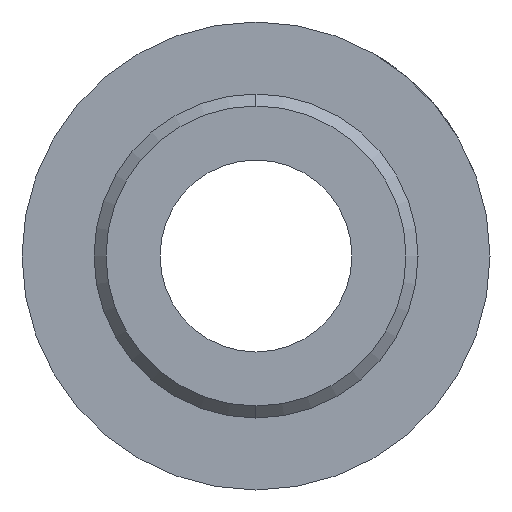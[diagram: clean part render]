
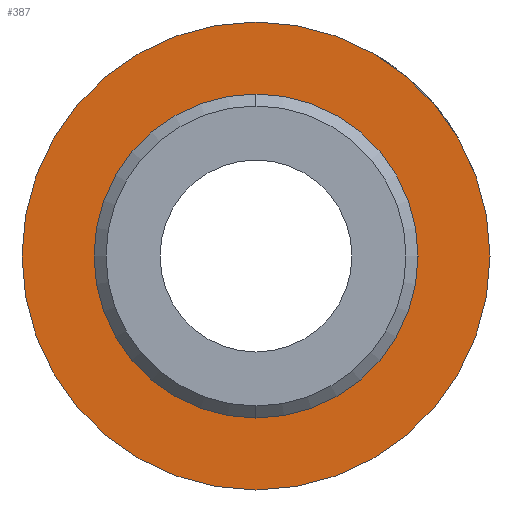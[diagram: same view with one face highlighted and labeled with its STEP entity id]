
A CAD part, left-side view. The second image highlights one B-rep face of the part: STEP entity #387.
In plain terms, the highlighted planar face has unit normal (-1, 0, 0).
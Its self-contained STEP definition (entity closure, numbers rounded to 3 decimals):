
#4 = DIRECTION ( 'NONE',  ( -1., 0., 0. ) ) ;
#277 = EDGE_CURVE ( 'NONE', #3470, #1903, #2022, .T. ) ;
#319 = EDGE_LOOP ( 'NONE', ( #369, #400 ) ) ;
#323 = AXIS2_PLACEMENT_3D ( 'NONE', #4500, #1970, #4049 ) ;
#369 = ORIENTED_EDGE ( 'NONE', *, *, #3270, .F. ) ;
#387 = ADVANCED_FACE ( 'NONE', ( #4376, #607 ), #1043, .T. ) ;
#400 = ORIENTED_EDGE ( 'NONE', *, *, #2036, .F. ) ;
#594 = CIRCLE ( 'NONE', #323, 6.75 ) ;
#607 = FACE_BOUND ( 'NONE', #319, .T. ) ;
#756 = DIRECTION ( 'NONE',  ( 0., 0., 1. ) ) ;
#815 = CARTESIAN_POINT ( 'NONE',  ( 18., 0., 0. ) ) ;
#968 = CARTESIAN_POINT ( 'NONE',  ( 18., 0., -9.75 ) ) ;
#1025 = EDGE_LOOP ( 'NONE', ( #3390, #2252 ) ) ;
#1043 = PLANE ( 'NONE',  #5120 ) ;
#1393 = EDGE_CURVE ( 'NONE', #1903, #3470, #4159, .T. ) ;
#1431 = CARTESIAN_POINT ( 'NONE',  ( 18., 0., 0. ) ) ;
#1493 = AXIS2_PLACEMENT_3D ( 'NONE', #815, #3284, #756 ) ;
#1656 = DIRECTION ( 'NONE',  ( 0., 0., 1. ) ) ;
#1903 = VERTEX_POINT ( 'NONE', #968 ) ;
#1914 = VERTEX_POINT ( 'NONE', #4872 ) ;
#1970 = DIRECTION ( 'NONE',  ( -1., 0., 0. ) ) ;
#2022 = CIRCLE ( 'NONE', #3175, 9.75 ) ;
#2036 = EDGE_CURVE ( 'NONE', #1914, #2933, #4431, .T. ) ;
#2252 = ORIENTED_EDGE ( 'NONE', *, *, #1393, .T. ) ;
#2801 = CARTESIAN_POINT ( 'NONE',  ( 18., 0., 6.75 ) ) ;
#2933 = VERTEX_POINT ( 'NONE', #2801 ) ;
#3175 = AXIS2_PLACEMENT_3D ( 'NONE', #5096, #3491, #5175 ) ;
#3270 = EDGE_CURVE ( 'NONE', #2933, #1914, #594, .T. ) ;
#3284 = DIRECTION ( 'NONE',  ( -1., 0., 0. ) ) ;
#3390 = ORIENTED_EDGE ( 'NONE', *, *, #277, .T. ) ;
#3448 = AXIS2_PLACEMENT_3D ( 'NONE', #3800, #4, #1656 ) ;
#3470 = VERTEX_POINT ( 'NONE', #4204 ) ;
#3490 = DIRECTION ( 'NONE',  ( 0., 0., 1. ) ) ;
#3491 = DIRECTION ( 'NONE',  ( -1., 0., 0. ) ) ;
#3800 = CARTESIAN_POINT ( 'NONE',  ( 18., 0., 0. ) ) ;
#4049 = DIRECTION ( 'NONE',  ( 0., 0., 1. ) ) ;
#4159 = CIRCLE ( 'NONE', #1493, 9.75 ) ;
#4204 = CARTESIAN_POINT ( 'NONE',  ( 18., 0., 9.75 ) ) ;
#4376 = FACE_OUTER_BOUND ( 'NONE', #1025, .T. ) ;
#4431 = CIRCLE ( 'NONE', #3448, 6.75 ) ;
#4500 = CARTESIAN_POINT ( 'NONE',  ( 18., 0., 0. ) ) ;
#4818 = DIRECTION ( 'NONE',  ( -1., 0., 0. ) ) ;
#4872 = CARTESIAN_POINT ( 'NONE',  ( 18., 0., -6.75 ) ) ;
#5096 = CARTESIAN_POINT ( 'NONE',  ( 18., 0., 0. ) ) ;
#5120 = AXIS2_PLACEMENT_3D ( 'NONE', #1431, #4818, #3490 ) ;
#5175 = DIRECTION ( 'NONE',  ( 0., 0., 1. ) ) ;
